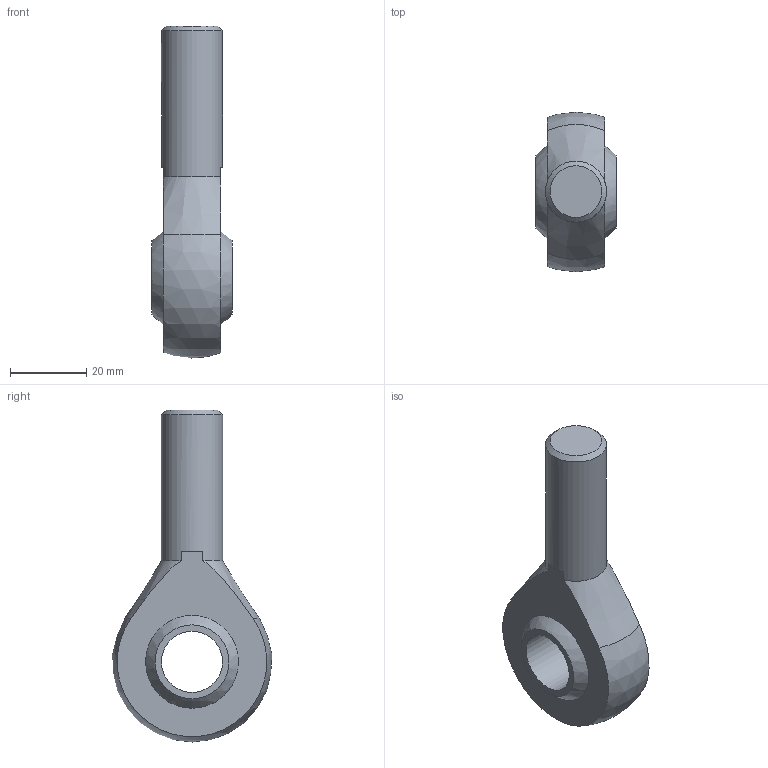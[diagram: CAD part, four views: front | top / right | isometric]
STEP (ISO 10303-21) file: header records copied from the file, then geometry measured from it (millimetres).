
FILE_DESCRIPTION((''),'2;1');
FILE_NAME('SSFE16x2.stp','2013-12-04T16:43:33',('carlo.corazza'),(''),'Autodesk Inventor 2012','Autodesk Inventor 2012','');
FILE_SCHEMA(('AUTOMOTIVE_DESIGN { 1 0 10303 214 1 1 1 1 }'));
Length unit declared in the file: millimetre
Products named in the file (1): SSFE16x2
Bounding box: 21 x 41.82 x 87 mm (x, y, z)
Volume: 28004.6 mm3; surface area: 7613 mm2
Topology: 1 solids, 1 shells, 15 faces, 34 edges, 24 vertices
Faces by surface type: plane 7, sphere 3, cone 3, cylinder 2
Full cylindrical faces by diameter (mm): 16 x2
Entity records: 406 total; most frequent: CARTESIAN_POINT 70, DIRECTION 70, ORIENTED_EDGE 52, AXIS2_PLACEMENT_3D 32, EDGE_CURVE 26, EDGE_LOOP 24, VERTEX_POINT 20, CIRCLE 16
